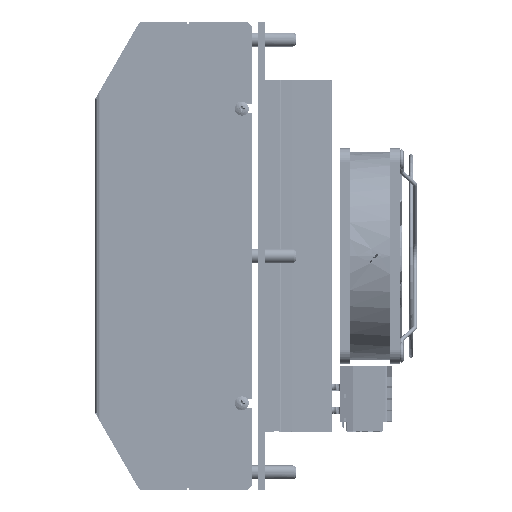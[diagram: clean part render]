
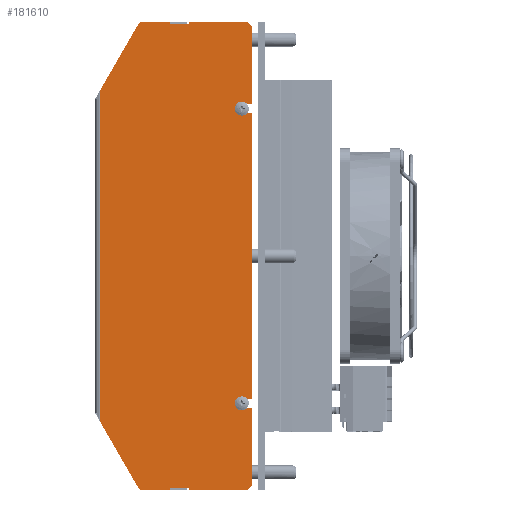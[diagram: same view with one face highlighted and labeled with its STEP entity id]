
A CAD part, left-side view. The second image highlights one B-rep face of the part: STEP entity #181610.
In plain terms, the highlighted planar face has unit normal (-1, 0, 0).
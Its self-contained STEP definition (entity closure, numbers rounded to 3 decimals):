
#168156=CARTESIAN_POINT('',(-152.25,-70.555,-65.));
#168218=CARTESIAN_POINT('',(-152.25,70.555,-65.));
#168223=DIRECTION('',(0.,-1.,0.));
#168224=VECTOR('',#168223,141.11);
#168225=CARTESIAN_POINT('',(-152.25,70.555,-65.));
#168226=LINE('',#168225,#168224);
#170555=DIRECTION('',(0.,0.,1.));
#170556=VECTOR('',#170555,4.3);
#170557=CARTESIAN_POINT('',(-152.25,61.25,-4.3));
#170558=LINE('',#170557,#170556);
#170562=DIRECTION('',(0.,-1.,0.));
#170563=VECTOR('',#170562,122.5);
#170564=CARTESIAN_POINT('',(-152.25,61.25,0.));
#170565=LINE('',#170564,#170563);
#170569=CARTESIAN_POINT('',(-152.25,-63.,-4.3));
#170570=DIRECTION('',(-1.,0.,0.));
#170571=DIRECTION('',(0.,1.,0.));
#170572=AXIS2_PLACEMENT_3D('',#170569,#170570,#170571);
#170577=DIRECTION('',(0.,0.,1.));
#170578=VECTOR('',#170577,4.3);
#170579=CARTESIAN_POINT('',(-152.25,-64.75,-4.3));
#170580=LINE('',#170579,#170578);
#170584=DIRECTION('',(0.,-1.,0.));
#170585=VECTOR('',#170584,33.25);
#170586=CARTESIAN_POINT('',(-152.25,-64.75,0.));
#170587=LINE('',#170586,#170585);
#170591=DIRECTION('',(0.,-0.707,
-0.707));
#170592=VECTOR('',#170591,2.828);
#170593=CARTESIAN_POINT('',(-152.25,-98.,0.));
#170594=LINE('',#170593,#170592);
#170598=DIRECTION('',(0.,0.,-1.));
#170599=VECTOR('',#170598,8.);
#170600=CARTESIAN_POINT('',(-152.25,-99.,-27.));
#170601=LINE('',#170600,#170599);
#170605=DIRECTION('',(0.,-1.,0.));
#170606=VECTOR('',#170605,1.);
#170607=CARTESIAN_POINT('',(-152.25,-99.,-35.));
#170608=LINE('',#170607,#170606);
#170612=CARTESIAN_POINT('',(-152.25,-98.,-46.845));
#170613=DIRECTION('',(1.,0.,0.));
#170614=DIRECTION('',(0.,-1.,0.));
#170615=AXIS2_PLACEMENT_3D('',#170612,#170613,#170614);
#170620=DIRECTION('',(0.,0.866,-0.5));
#170621=VECTOR('',#170620,32.845);
#170622=CARTESIAN_POINT('',(-152.25,-99.,-48.577));
#170623=LINE('',#170622,#170621);
#170627=DIRECTION('',(0.,0.866,0.5));
#170628=VECTOR('',#170627,32.845);
#170629=CARTESIAN_POINT('',(-152.25,70.555,-65.));
#170630=LINE('',#170629,#170628);
#170634=CARTESIAN_POINT('',(-152.25,98.,-46.845));
#170635=DIRECTION('',(1.,0.,0.));
#170636=DIRECTION('',(0.,0.5,
-0.866));
#170637=AXIS2_PLACEMENT_3D('',#170634,#170635,#170636);
#170642=DIRECTION('',(0.,0.,1.));
#170643=VECTOR('',#170642,8.);
#170644=CARTESIAN_POINT('',(-152.25,99.,-35.));
#170645=LINE('',#170644,#170643);
#170649=DIRECTION('',(0.,1.,0.));
#170650=VECTOR('',#170649,1.);
#170651=CARTESIAN_POINT('',(-152.25,99.,-27.));
#170652=LINE('',#170651,#170650);
#170656=DIRECTION('',(0.,-0.707,
0.707));
#170657=VECTOR('',#170656,2.828);
#170658=CARTESIAN_POINT('',(-152.25,100.,-2.));
#170659=LINE('',#170658,#170657);
#170663=DIRECTION('',(0.,-1.,0.));
#170664=VECTOR('',#170663,33.25);
#170665=CARTESIAN_POINT('',(-152.25,98.,0.));
#170666=LINE('',#170665,#170664);
#170670=CARTESIAN_POINT('',(-152.25,63.,-4.3));
#170671=DIRECTION('',(-1.,0.,0.));
#170672=DIRECTION('',(0.,1.,0.));
#170673=AXIS2_PLACEMENT_3D('',#170670,#170671,#170672);
#170706=DIRECTION('',(0.,0.,1.));
#170707=VECTOR('',#170706,4.3);
#170708=CARTESIAN_POINT('',(-152.25,64.75,-4.3));
#170709=LINE('',#170708,#170707);
#170734=DIRECTION('',(0.,0.,-1.));
#170735=VECTOR('',#170734,25.);
#170736=CARTESIAN_POINT('',(-152.25,100.,-2.));
#170737=LINE('',#170736,#170735);
#170769=DIRECTION('',(0.,1.,0.));
#170770=VECTOR('',#170769,1.);
#170771=CARTESIAN_POINT('',(-152.25,99.,-35.));
#170772=LINE('',#170771,#170770);
#170790=DIRECTION('',(0.,0.,-1.));
#170791=VECTOR('',#170790,11.845);
#170792=CARTESIAN_POINT('',(-152.25,100.,-35.));
#170793=LINE('',#170792,#170791);
#170962=DIRECTION('',(0.,0.,1.));
#170963=VECTOR('',#170962,11.845);
#170964=CARTESIAN_POINT('',(-152.25,-100.,-46.845));
#170965=LINE('',#170964,#170963);
#170997=DIRECTION('',(0.,-1.,0.));
#170998=VECTOR('',#170997,1.);
#170999=CARTESIAN_POINT('',(-152.25,-99.,-27.));
#171000=LINE('',#170999,#170998);
#171025=DIRECTION('',(0.,0.,1.));
#171026=VECTOR('',#171025,25.);
#171027=CARTESIAN_POINT('',(-152.25,-100.,-27.));
#171028=LINE('',#171027,#171026);
#171067=DIRECTION('',(0.,0.,1.));
#171068=VECTOR('',#171067,4.3);
#171069=CARTESIAN_POINT('',(-152.25,-61.25,-4.3));
#171070=LINE('',#171069,#171068);
#177045=VERTEX_POINT('',#168156);
#177052=VERTEX_POINT('',#168218);
#177940=CARTESIAN_POINT('',(-152.25,99.,-48.577));
#177941=VERTEX_POINT('',#177940);
#177944=CARTESIAN_POINT('',(-152.25,61.25,-4.3));
#177945=CARTESIAN_POINT('',(-152.25,61.25,0.));
#177946=VERTEX_POINT('',#177944);
#177947=VERTEX_POINT('',#177945);
#177948=CARTESIAN_POINT('',(-152.25,-61.25,0.));
#177949=VERTEX_POINT('',#177948);
#177950=CARTESIAN_POINT('',(-152.25,-61.25,-4.3));
#177951=VERTEX_POINT('',#177950);
#177952=CARTESIAN_POINT('',(-152.25,-64.75,-4.3));
#177953=VERTEX_POINT('',#177952);
#177954=CARTESIAN_POINT('',(-152.25,-64.75,0.));
#177955=VERTEX_POINT('',#177954);
#177956=CARTESIAN_POINT('',(-152.25,-98.,0.));
#177957=VERTEX_POINT('',#177956);
#177958=CARTESIAN_POINT('',(-152.25,-100.,-2.));
#177959=VERTEX_POINT('',#177958);
#177960=CARTESIAN_POINT('',(-152.25,-100.,-27.));
#177961=VERTEX_POINT('',#177960);
#177962=CARTESIAN_POINT('',(-152.25,-99.,-27.));
#177963=VERTEX_POINT('',#177962);
#177964=CARTESIAN_POINT('',(-152.25,-99.,-35.));
#177965=VERTEX_POINT('',#177964);
#177966=CARTESIAN_POINT('',(-152.25,-100.,-35.));
#177967=VERTEX_POINT('',#177966);
#177968=CARTESIAN_POINT('',(-152.25,-100.,-46.845));
#177969=VERTEX_POINT('',#177968);
#177970=CARTESIAN_POINT('',(-152.25,-99.,-48.577));
#177971=VERTEX_POINT('',#177970);
#177972=CARTESIAN_POINT('',(-152.25,100.,-46.845));
#177973=VERTEX_POINT('',#177972);
#177974=CARTESIAN_POINT('',(-152.25,100.,-35.));
#177975=VERTEX_POINT('',#177974);
#177976=CARTESIAN_POINT('',(-152.25,99.,-35.));
#177977=VERTEX_POINT('',#177976);
#177978=CARTESIAN_POINT('',(-152.25,99.,-27.));
#177979=VERTEX_POINT('',#177978);
#177980=CARTESIAN_POINT('',(-152.25,100.,-27.));
#177981=VERTEX_POINT('',#177980);
#177982=CARTESIAN_POINT('',(-152.25,100.,-2.));
#177983=VERTEX_POINT('',#177982);
#177984=CARTESIAN_POINT('',(-152.25,98.,0.));
#177985=VERTEX_POINT('',#177984);
#177986=CARTESIAN_POINT('',(-152.25,64.75,0.));
#177987=VERTEX_POINT('',#177986);
#177988=CARTESIAN_POINT('',(-152.25,64.75,-4.3));
#177989=VERTEX_POINT('',#177988);
#181553=CARTESIAN_POINT('',(-152.25,0.,0.));
#181554=DIRECTION('',(1.,0.,0.));
#181555=DIRECTION('',(0.,-1.,0.));
#181556=AXIS2_PLACEMENT_3D('',#181553,#181554,#181555);
#181557=PLANE('',#181556);
#181559=ORIENTED_EDGE('',*,*,#181558,.T.);
#181561=ORIENTED_EDGE('',*,*,#181560,.T.);
#181563=ORIENTED_EDGE('',*,*,#181562,.F.);
#181565=ORIENTED_EDGE('',*,*,#181564,.T.);
#181567=ORIENTED_EDGE('',*,*,#181566,.T.);
#181569=ORIENTED_EDGE('',*,*,#181568,.T.);
#181571=ORIENTED_EDGE('',*,*,#181570,.T.);
#181573=ORIENTED_EDGE('',*,*,#181572,.F.);
#181575=ORIENTED_EDGE('',*,*,#181574,.F.);
#181577=ORIENTED_EDGE('',*,*,#181576,.T.);
#181579=ORIENTED_EDGE('',*,*,#181578,.T.);
#181581=ORIENTED_EDGE('',*,*,#181580,.F.);
#181583=ORIENTED_EDGE('',*,*,#181582,.T.);
#181585=ORIENTED_EDGE('',*,*,#181584,.T.);
#181586=ORIENTED_EDGE('',*,*,#179489,.F.);
#181587=ORIENTED_EDGE('',*,*,#181543,.T.);
#181589=ORIENTED_EDGE('',*,*,#181588,.T.);
#181591=ORIENTED_EDGE('',*,*,#181590,.F.);
#181593=ORIENTED_EDGE('',*,*,#181592,.F.);
#181595=ORIENTED_EDGE('',*,*,#181594,.T.);
#181597=ORIENTED_EDGE('',*,*,#181596,.T.);
#181599=ORIENTED_EDGE('',*,*,#181598,.F.);
#181601=ORIENTED_EDGE('',*,*,#181600,.T.);
#181603=ORIENTED_EDGE('',*,*,#181602,.T.);
#181605=ORIENTED_EDGE('',*,*,#181604,.F.);
#181607=ORIENTED_EDGE('',*,*,#181606,.T.);
#181608=EDGE_LOOP('',(#181559,#181561,#181563,#181565,#181567,#181569,#181571,
#181573,#181575,#181577,#181579,#181581,#181583,#181585,#181586,#181587,#181589,
#181591,#181593,#181595,#181597,#181599,#181601,#181603,#181605,#181607));
#181609=FACE_OUTER_BOUND('',#181608,.F.);
#170573=CIRCLE('',#170572,1.75);
#170616=CIRCLE('',#170615,2.);
#170638=CIRCLE('',#170637,2.);
#170674=CIRCLE('',#170673,1.75);
#179489=EDGE_CURVE('',#177052,#177045,#168226,.T.);
#181543=EDGE_CURVE('',#177052,#177941,#170630,.T.);
#181558=EDGE_CURVE('',#177946,#177947,#170558,.T.);
#181560=EDGE_CURVE('',#177947,#177949,#170565,.T.);
#181562=EDGE_CURVE('',#177951,#177949,#171070,.T.);
#181564=EDGE_CURVE('',#177951,#177953,#170573,.T.);
#181566=EDGE_CURVE('',#177953,#177955,#170580,.T.);
#181568=EDGE_CURVE('',#177955,#177957,#170587,.T.);
#181570=EDGE_CURVE('',#177957,#177959,#170594,.T.);
#181572=EDGE_CURVE('',#177961,#177959,#171028,.T.);
#181574=EDGE_CURVE('',#177963,#177961,#171000,.T.);
#181576=EDGE_CURVE('',#177963,#177965,#170601,.T.);
#181578=EDGE_CURVE('',#177965,#177967,#170608,.T.);
#181580=EDGE_CURVE('',#177969,#177967,#170965,.T.);
#181582=EDGE_CURVE('',#177969,#177971,#170616,.T.);
#181584=EDGE_CURVE('',#177971,#177045,#170623,.T.);
#181588=EDGE_CURVE('',#177941,#177973,#170638,.T.);
#181590=EDGE_CURVE('',#177975,#177973,#170793,.T.);
#181592=EDGE_CURVE('',#177977,#177975,#170772,.T.);
#181594=EDGE_CURVE('',#177977,#177979,#170645,.T.);
#181596=EDGE_CURVE('',#177979,#177981,#170652,.T.);
#181598=EDGE_CURVE('',#177983,#177981,#170737,.T.);
#181600=EDGE_CURVE('',#177983,#177985,#170659,.T.);
#181602=EDGE_CURVE('',#177985,#177987,#170666,.T.);
#181604=EDGE_CURVE('',#177989,#177987,#170709,.T.);
#181606=EDGE_CURVE('',#177989,#177946,#170674,.T.);
#181610=ADVANCED_FACE('',(#181609),#181557,.F.);
